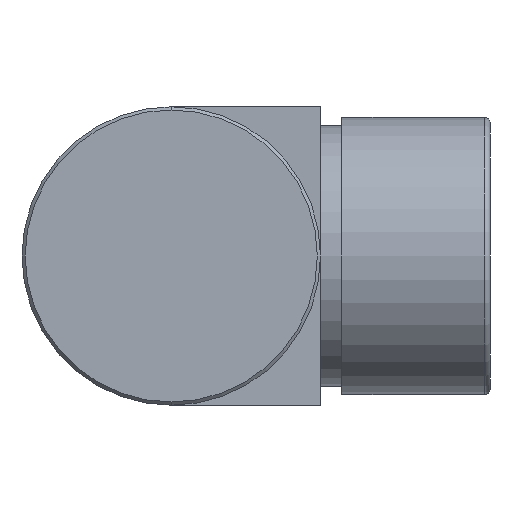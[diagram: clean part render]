
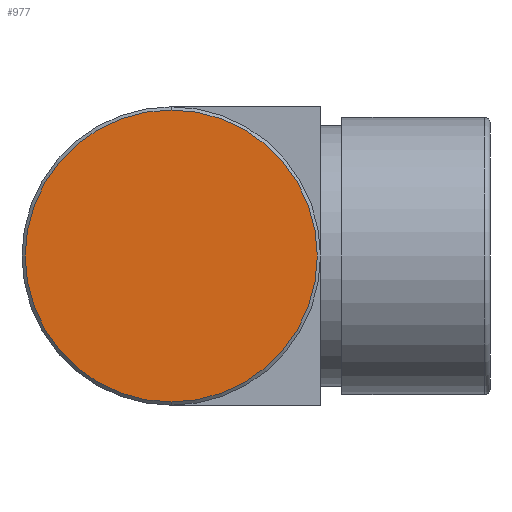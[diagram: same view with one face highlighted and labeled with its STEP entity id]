
A CAD part, left-side view. The second image highlights one B-rep face of the part: STEP entity #977.
In plain terms, the highlighted planar face has unit normal (-1, 0, 0).
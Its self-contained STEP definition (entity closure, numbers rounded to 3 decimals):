
#10 = DIRECTION ( 'NONE',  ( 1., 0., 0. ) ) ;
#99 = EDGE_CURVE ( 'NONE', #1164, #992, #480, .T. ) ;
#174 = CARTESIAN_POINT ( 'NONE',  ( 0., 0., -13.7 ) ) ;
#329 = CIRCLE ( 'NONE', #1226, 13.7 ) ;
#402 = CARTESIAN_POINT ( 'NONE',  ( 0., 0., 13.7 ) ) ;
#452 = ORIENTED_EDGE ( 'NONE', *, *, #1078, .T. ) ;
#457 = DIRECTION ( 'NONE',  ( 0., 0., 1. ) ) ;
#461 = FACE_OUTER_BOUND ( 'NONE', #798, .T. ) ;
#480 = CIRCLE ( 'NONE', #490, 13.7 ) ;
#490 = AXIS2_PLACEMENT_3D ( 'NONE', #492, #1166, #662 ) ;
#492 = CARTESIAN_POINT ( 'NONE',  ( 0., 0., 0. ) ) ;
#502 = PLANE ( 'NONE',  #1071 ) ;
#556 = CARTESIAN_POINT ( 'NONE',  ( 0., 0., 0. ) ) ;
#591 = CARTESIAN_POINT ( 'NONE',  ( 0., 0., 0. ) ) ;
#662 = DIRECTION ( 'NONE',  ( 0., 0., 1. ) ) ;
#689 = DIRECTION ( 'NONE',  ( 0., 0., -1. ) ) ;
#739 = DIRECTION ( 'NONE',  ( -1., 0., 0. ) ) ;
#798 = EDGE_LOOP ( 'NONE', ( #1201, #452 ) ) ;
#977 = ADVANCED_FACE ( 'NONE', ( #461 ), #502, .F. ) ;
#992 = VERTEX_POINT ( 'NONE', #402 ) ;
#1071 = AXIS2_PLACEMENT_3D ( 'NONE', #591, #10, #689 ) ;
#1078 = EDGE_CURVE ( 'NONE', #992, #1164, #329, .T. ) ;
#1164 = VERTEX_POINT ( 'NONE', #174 ) ;
#1166 = DIRECTION ( 'NONE',  ( -1., 0., 0. ) ) ;
#1201 = ORIENTED_EDGE ( 'NONE', *, *, #99, .T. ) ;
#1226 = AXIS2_PLACEMENT_3D ( 'NONE', #556, #739, #457 ) ;
